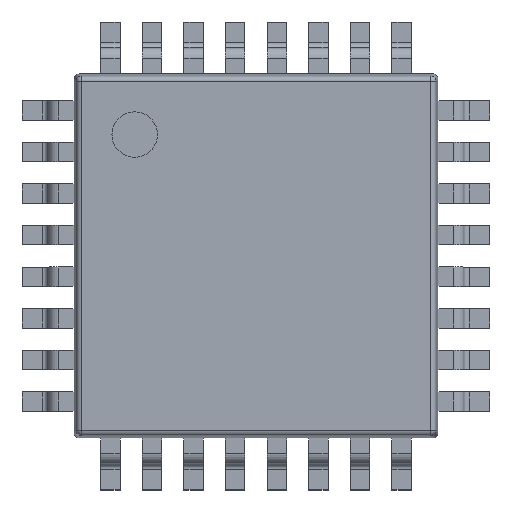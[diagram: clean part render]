
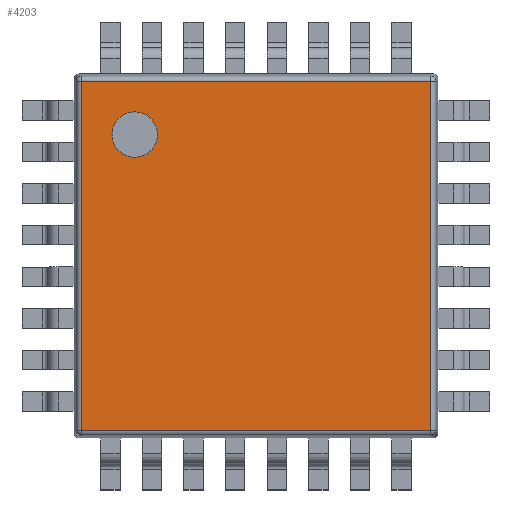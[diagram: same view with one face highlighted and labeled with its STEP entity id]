
A CAD part, top view. The second image highlights one B-rep face of the part: STEP entity #4203.
In plain terms, the highlighted planar face has unit normal (0, 0, 1).
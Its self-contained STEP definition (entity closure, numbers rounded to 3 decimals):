
#3107 = CYLINDRICAL_SURFACE('',#3108,0.1);
#3108 = AXIS2_PLACEMENT_3D('',#3109,#3110,#3111);
#3109 = CARTESIAN_POINT('',(0.143,0.053,1.1));
#3110 = DIRECTION('',(0.,1.,-0.));
#3111 = DIRECTION('',(-0.995,0.,0.105));
#3756 = VERTEX_POINT('',#3757);
#3757 = CARTESIAN_POINT('',(0.143,0.143,1.2));
#3777 = EDGE_CURVE('',#3756,#3778,#3780,.T.);
#3778 = VERTEX_POINT('',#3779);
#3779 = CARTESIAN_POINT('',(0.143,6.857,1.2));
#3780 = SURFACE_CURVE('',#3781,(#3785,#3792),.PCURVE_S1.);
#3781 = LINE('',#3782,#3783);
#3782 = CARTESIAN_POINT('',(0.143,0.053,1.2));
#3783 = VECTOR('',#3784,1.);
#3784 = DIRECTION('',(0.,1.,-0.));
#3785 = PCURVE('',#3107,#3786);
#3786 = DEFINITIONAL_REPRESENTATION('',(#3787),#3791);
#3787 = LINE('',#3788,#3789);
#3788 = CARTESIAN_POINT('',(1.466,0.));
#3789 = VECTOR('',#3790,1.);
#3790 = DIRECTION('',(0.,1.));
#3791 = ( GEOMETRIC_REPRESENTATION_CONTEXT(2) 
PARAMETRIC_REPRESENTATION_CONTEXT() REPRESENTATION_CONTEXT('2D SPACE',''
  ) );
#3792 = PCURVE('',#3793,#3798);
#3793 = PLANE('',#3794);
#3794 = AXIS2_PLACEMENT_3D('',#3795,#3796,#3797);
#3795 = CARTESIAN_POINT('',(0.,0.,1.2));
#3796 = DIRECTION('',(0.,0.,1.));
#3797 = DIRECTION('',(1.,0.,-0.));
#3798 = DEFINITIONAL_REPRESENTATION('',(#3799),#3803);
#3799 = LINE('',#3800,#3801);
#3800 = CARTESIAN_POINT('',(0.143,0.053));
#3801 = VECTOR('',#3802,1.);
#3802 = DIRECTION('',(0.,1.));
#3803 = ( GEOMETRIC_REPRESENTATION_CONTEXT(2) 
PARAMETRIC_REPRESENTATION_CONTEXT() REPRESENTATION_CONTEXT('2D SPACE',''
  ) );
#3973 = CYLINDRICAL_SURFACE('',#3974,0.1);
#3974 = AXIS2_PLACEMENT_3D('',#3975,#3976,#3977);
#3975 = CARTESIAN_POINT('',(0.053,6.857,1.1));
#3976 = DIRECTION('',(1.,0.,0.));
#3977 = DIRECTION('',(-0.,0.995,0.105));
#4146 = CYLINDRICAL_SURFACE('',#4147,0.1);
#4147 = AXIS2_PLACEMENT_3D('',#4148,#4149,#4150);
#4148 = CARTESIAN_POINT('',(0.053,0.143,1.1));
#4149 = DIRECTION('',(1.,-0.,0.));
#4150 = DIRECTION('',(-0.,-0.995,0.105));
#4203 = ADVANCED_FACE('',(#4204,#4279),#3793,.T.);
#4204 = FACE_BOUND('',#4205,.T.);
#4205 = EDGE_LOOP('',(#4206,#4207,#4230,#4258));
#4206 = ORIENTED_EDGE('',*,*,#3777,.F.);
#4207 = ORIENTED_EDGE('',*,*,#4208,.T.);
#4208 = EDGE_CURVE('',#3756,#4209,#4211,.T.);
#4209 = VERTEX_POINT('',#4210);
#4210 = CARTESIAN_POINT('',(6.857,0.143,1.2));
#4211 = SURFACE_CURVE('',#4212,(#4216,#4223),.PCURVE_S1.);
#4212 = LINE('',#4213,#4214);
#4213 = CARTESIAN_POINT('',(0.053,0.143,1.2));
#4214 = VECTOR('',#4215,1.);
#4215 = DIRECTION('',(1.,-0.,0.));
#4216 = PCURVE('',#3793,#4217);
#4217 = DEFINITIONAL_REPRESENTATION('',(#4218),#4222);
#4218 = LINE('',#4219,#4220);
#4219 = CARTESIAN_POINT('',(0.053,0.143));
#4220 = VECTOR('',#4221,1.);
#4221 = DIRECTION('',(1.,0.));
#4222 = ( GEOMETRIC_REPRESENTATION_CONTEXT(2) 
PARAMETRIC_REPRESENTATION_CONTEXT() REPRESENTATION_CONTEXT('2D SPACE',''
  ) );
#4223 = PCURVE('',#4146,#4224);
#4224 = DEFINITIONAL_REPRESENTATION('',(#4225),#4229);
#4225 = LINE('',#4226,#4227);
#4226 = CARTESIAN_POINT('',(-1.466,0.));
#4227 = VECTOR('',#4228,1.);
#4228 = DIRECTION('',(-0.,1.));
#4229 = ( GEOMETRIC_REPRESENTATION_CONTEXT(2) 
PARAMETRIC_REPRESENTATION_CONTEXT() REPRESENTATION_CONTEXT('2D SPACE',''
  ) );
#4230 = ORIENTED_EDGE('',*,*,#4231,.T.);
#4231 = EDGE_CURVE('',#4209,#4232,#4234,.T.);
#4232 = VERTEX_POINT('',#4233);
#4233 = CARTESIAN_POINT('',(6.857,6.857,1.2));
#4234 = SURFACE_CURVE('',#4235,(#4239,#4246),.PCURVE_S1.);
#4235 = LINE('',#4236,#4237);
#4236 = CARTESIAN_POINT('',(6.857,0.053,1.2));
#4237 = VECTOR('',#4238,1.);
#4238 = DIRECTION('',(0.,1.,-0.));
#4239 = PCURVE('',#3793,#4240);
#4240 = DEFINITIONAL_REPRESENTATION('',(#4241),#4245);
#4241 = LINE('',#4242,#4243);
#4242 = CARTESIAN_POINT('',(6.857,0.053));
#4243 = VECTOR('',#4244,1.);
#4244 = DIRECTION('',(0.,1.));
#4245 = ( GEOMETRIC_REPRESENTATION_CONTEXT(2) 
PARAMETRIC_REPRESENTATION_CONTEXT() REPRESENTATION_CONTEXT('2D SPACE',''
  ) );
#4246 = PCURVE('',#4247,#4252);
#4247 = CYLINDRICAL_SURFACE('',#4248,0.1);
#4248 = AXIS2_PLACEMENT_3D('',#4249,#4250,#4251);
#4249 = CARTESIAN_POINT('',(6.857,0.053,1.1));
#4250 = DIRECTION('',(0.,1.,-0.));
#4251 = DIRECTION('',(0.,0.,1.));
#4252 = DEFINITIONAL_REPRESENTATION('',(#4253),#4257);
#4253 = LINE('',#4254,#4255);
#4254 = CARTESIAN_POINT('',(0.,0.));
#4255 = VECTOR('',#4256,1.);
#4256 = DIRECTION('',(0.,1.));
#4257 = ( GEOMETRIC_REPRESENTATION_CONTEXT(2) 
PARAMETRIC_REPRESENTATION_CONTEXT() REPRESENTATION_CONTEXT('2D SPACE',''
  ) );
#4258 = ORIENTED_EDGE('',*,*,#4259,.F.);
#4259 = EDGE_CURVE('',#3778,#4232,#4260,.T.);
#4260 = SURFACE_CURVE('',#4261,(#4265,#4272),.PCURVE_S1.);
#4261 = LINE('',#4262,#4263);
#4262 = CARTESIAN_POINT('',(0.053,6.857,1.2));
#4263 = VECTOR('',#4264,1.);
#4264 = DIRECTION('',(1.,0.,0.));
#4265 = PCURVE('',#3793,#4266);
#4266 = DEFINITIONAL_REPRESENTATION('',(#4267),#4271);
#4267 = LINE('',#4268,#4269);
#4268 = CARTESIAN_POINT('',(0.053,6.857));
#4269 = VECTOR('',#4270,1.);
#4270 = DIRECTION('',(1.,0.));
#4271 = ( GEOMETRIC_REPRESENTATION_CONTEXT(2) 
PARAMETRIC_REPRESENTATION_CONTEXT() REPRESENTATION_CONTEXT('2D SPACE',''
  ) );
#4272 = PCURVE('',#3973,#4273);
#4273 = DEFINITIONAL_REPRESENTATION('',(#4274),#4278);
#4274 = LINE('',#4275,#4276);
#4275 = CARTESIAN_POINT('',(1.466,0.));
#4276 = VECTOR('',#4277,1.);
#4277 = DIRECTION('',(0.,1.));
#4278 = ( GEOMETRIC_REPRESENTATION_CONTEXT(2) 
PARAMETRIC_REPRESENTATION_CONTEXT() REPRESENTATION_CONTEXT('2D SPACE',''
  ) );
#4279 = FACE_BOUND('',#4280,.T.);
#4280 = EDGE_LOOP('',(#4281));
#4281 = ORIENTED_EDGE('',*,*,#4282,.F.);
#4282 = EDGE_CURVE('',#4283,#4283,#4285,.T.);
#4283 = VERTEX_POINT('',#4284);
#4284 = CARTESIAN_POINT('',(1.604,5.833,1.2));
#4285 = SURFACE_CURVE('',#4286,(#4291,#4298),.PCURVE_S1.);
#4286 = CIRCLE('',#4287,0.438);
#4287 = AXIS2_PLACEMENT_3D('',#4288,#4289,#4290);
#4288 = CARTESIAN_POINT('',(1.167,5.833,1.2));
#4289 = DIRECTION('',(0.,0.,1.));
#4290 = DIRECTION('',(1.,0.,-0.));
#4291 = PCURVE('',#3793,#4292);
#4292 = DEFINITIONAL_REPRESENTATION('',(#4293),#4297);
#4293 = CIRCLE('',#4294,0.438);
#4294 = AXIS2_PLACEMENT_2D('',#4295,#4296);
#4295 = CARTESIAN_POINT('',(1.167,5.833));
#4296 = DIRECTION('',(1.,0.));
#4297 = ( GEOMETRIC_REPRESENTATION_CONTEXT(2) 
PARAMETRIC_REPRESENTATION_CONTEXT() REPRESENTATION_CONTEXT('2D SPACE',''
  ) );
#4298 = PCURVE('',#4299,#4304);
#4299 = CYLINDRICAL_SURFACE('',#4300,0.438);
#4300 = AXIS2_PLACEMENT_3D('',#4301,#4302,#4303);
#4301 = CARTESIAN_POINT('',(1.167,5.833,1.1));
#4302 = DIRECTION('',(0.,0.,1.));
#4303 = DIRECTION('',(1.,0.,-0.));
#4304 = DEFINITIONAL_REPRESENTATION('',(#4305),#4309);
#4305 = LINE('',#4306,#4307);
#4306 = CARTESIAN_POINT('',(0.,0.1));
#4307 = VECTOR('',#4308,1.);
#4308 = DIRECTION('',(1.,0.));
#4309 = ( GEOMETRIC_REPRESENTATION_CONTEXT(2) 
PARAMETRIC_REPRESENTATION_CONTEXT() REPRESENTATION_CONTEXT('2D SPACE',''
  ) );
